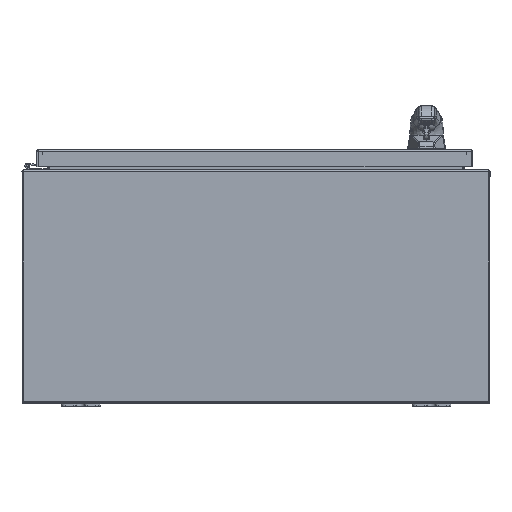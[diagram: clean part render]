
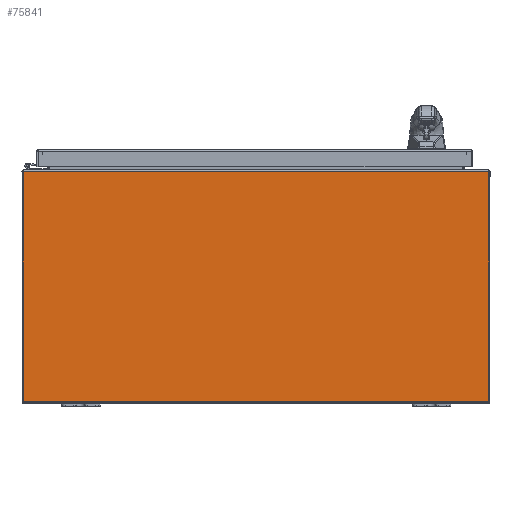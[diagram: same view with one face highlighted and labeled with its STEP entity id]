
A CAD part, front view. The second image highlights one B-rep face of the part: STEP entity #75841.
In plain terms, the highlighted planar face has unit normal (0, -1, 0).
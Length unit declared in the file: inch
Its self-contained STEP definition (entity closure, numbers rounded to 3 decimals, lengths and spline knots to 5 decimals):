
#39 = EDGE_CURVE ( 'NONE', #70491, #78920, #59379, .T. ) ;
#3963 = DIRECTION ( 'NONE',  ( 0., 1., 0. ) ) ;
#5271 = DIRECTION ( 'NONE',  ( 1., 0., 0. ) ) ;
#5448 = CARTESIAN_POINT ( 'NONE',  ( 11.963, -12., 11.89475 ) ) ;
#6039 = CARTESIAN_POINT ( 'NONE',  ( 11.963, -12., 11.89475 ) ) ;
#6183 = DIRECTION ( 'NONE',  ( 0., 0., -1. ) ) ;
#9304 = VECTOR ( 'NONE', #6183, 39.37008 ) ;
#9681 = VECTOR ( 'NONE', #97733, 39.37008 ) ;
#11739 = CARTESIAN_POINT ( 'NONE',  ( 11.963, -12., 0.12745 ) ) ;
#12082 = CARTESIAN_POINT ( 'NONE',  ( -11.91495, -12., 11.89475 ) ) ;
#12796 = ORIENTED_EDGE ( 'NONE', *, *, #50795, .T. ) ;
#14628 = ORIENTED_EDGE ( 'NONE', *, *, #85185, .T. ) ;
#16020 = CARTESIAN_POINT ( 'NONE',  ( -11.963, -12., 11.89475 ) ) ;
#16223 = CARTESIAN_POINT ( 'NONE',  ( -11.91495, -12., 11.89475 ) ) ;
#20604 = ORIENTED_EDGE ( 'NONE', *, *, #35952, .F. ) ;
#20996 = DIRECTION ( 'NONE',  ( -1., 0., 0. ) ) ;
#23356 = LINE ( 'NONE', #85949, #92172 ) ;
#23639 = DIRECTION ( 'NONE',  ( -1., 0., 0. ) ) ;
#23973 = ORIENTED_EDGE ( 'NONE', *, *, #85530, .T. ) ;
#31483 = AXIS2_PLACEMENT_3D ( 'NONE', #112648, #58775, #5271 ) ;
#33404 = LINE ( 'NONE', #97075, #9681 ) ;
#34694 = DIRECTION ( 'NONE',  ( 1., 0., 0. ) ) ;
#34951 = EDGE_CURVE ( 'NONE', #68860, #79667, #101873, .T. ) ;
#35605 = VECTOR ( 'NONE', #34694, 39.37008 ) ;
#35952 = EDGE_CURVE ( 'NONE', #86841, #67617, #33404, .T. ) ;
#36508 = ORIENTED_EDGE ( 'NONE', *, *, #39, .T. ) ;
#38636 = VECTOR ( 'NONE', #90662, 39.37008 ) ;
#42974 = ORIENTED_EDGE ( 'NONE', *, *, #46348, .T. ) ;
#45272 = ORIENTED_EDGE ( 'NONE', *, *, #103679, .T. ) ;
#46348 = EDGE_CURVE ( 'NONE', #87051, #67617, #99305, .T. ) ;
#48655 = FACE_OUTER_BOUND ( 'NONE', #53411, .T. ) ;
#49211 = DIRECTION ( 'NONE',  ( 0., 1., 0. ) ) ;
#50795 = EDGE_CURVE ( 'NONE', #86841, #70491, #58826, .T. ) ;
#53411 = EDGE_LOOP ( 'NONE', ( #14628, #23973, #42974, #20604, #12796, #36508, #45272, #108458 ) ) ;
#57269 = CARTESIAN_POINT ( 'NONE',  ( 11.91495, -12., 11.89475 ) ) ;
#57475 = CARTESIAN_POINT ( 'NONE',  ( 0., -12., 6.00948 ) ) ;
#58775 = DIRECTION ( 'NONE',  ( 0., 1., 0. ) ) ;
#58826 = CIRCLE ( 'NONE', #100070, 0.07 ) ;
#59379 = LINE ( 'NONE', #99025, #35605 ) ;
#62526 = AXIS2_PLACEMENT_3D ( 'NONE', #57475, #3963, #66539 ) ;
#66539 = DIRECTION ( 'NONE',  ( 1., 0., 0. ) ) ;
#67617 = VERTEX_POINT ( 'NONE', #16020 ) ;
#68860 = VERTEX_POINT ( 'NONE', #5448 ) ;
#70491 = VERTEX_POINT ( 'NONE', #107719 ) ;
#73841 = CIRCLE ( 'NONE', #31483, 0.07 ) ;
#75841 = ADVANCED_FACE ( 'NONE', ( #48655 ), #110953, .F. ) ;
#78920 = VERTEX_POINT ( 'NONE', #91784 ) ;
#79667 = VERTEX_POINT ( 'NONE', #11739 ) ;
#85185 = EDGE_CURVE ( 'NONE', #68860, #93243, #23356, .T. ) ;
#85530 = EDGE_CURVE ( 'NONE', #93243, #87051, #89163, .T. ) ;
#85949 = CARTESIAN_POINT ( 'NONE',  ( 11.963, -12., 11.89475 ) ) ;
#86841 = VERTEX_POINT ( 'NONE', #111978 ) ;
#87051 = VERTEX_POINT ( 'NONE', #16223 ) ;
#89163 = LINE ( 'NONE', #90262, #38636 ) ;
#90262 = CARTESIAN_POINT ( 'NONE',  ( 11.91495, -12., 11.89475 ) ) ;
#90662 = DIRECTION ( 'NONE',  ( -1., 0., 0. ) ) ;
#91784 = CARTESIAN_POINT ( 'NONE',  ( 11.88277, -12., 0.10525 ) ) ;
#92172 = VECTOR ( 'NONE', #23639, 39.37008 ) ;
#93243 = VERTEX_POINT ( 'NONE', #57269 ) ;
#96496 = VECTOR ( 'NONE', #20996, 39.37008 ) ;
#97075 = CARTESIAN_POINT ( 'NONE',  ( -11.963, -12., 0.12745 ) ) ;
#97733 = DIRECTION ( 'NONE',  ( 0., 0., 1. ) ) ;
#99025 = CARTESIAN_POINT ( 'NONE',  ( -11.88277, -12., 0.10525 ) ) ;
#99305 = LINE ( 'NONE', #12082, #96496 ) ;
#100070 = AXIS2_PLACEMENT_3D ( 'NONE', #103084, #49211, #112107 ) ;
#101873 = LINE ( 'NONE', #6039, #9304 ) ;
#103084 = CARTESIAN_POINT ( 'NONE',  ( -11.93789, -12., 0.06211 ) ) ;
#103679 = EDGE_CURVE ( 'NONE', #78920, #79667, #73841, .T. ) ;
#107719 = CARTESIAN_POINT ( 'NONE',  ( -11.88277, -12., 0.10525 ) ) ;
#108458 = ORIENTED_EDGE ( 'NONE', *, *, #34951, .F. ) ;
#110953 = PLANE ( 'NONE',  #62526 ) ;
#111978 = CARTESIAN_POINT ( 'NONE',  ( -11.963, -12., 0.12745 ) ) ;
#112107 = DIRECTION ( 'NONE',  ( 1., 0., 0. ) ) ;
#112648 = CARTESIAN_POINT ( 'NONE',  ( 11.93789, -12., 0.06211 ) ) ;
